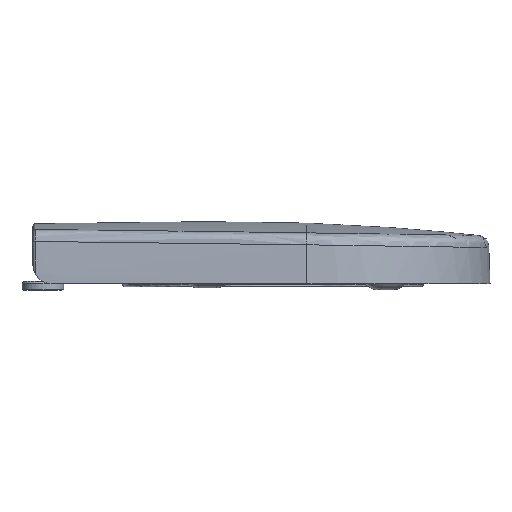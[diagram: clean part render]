
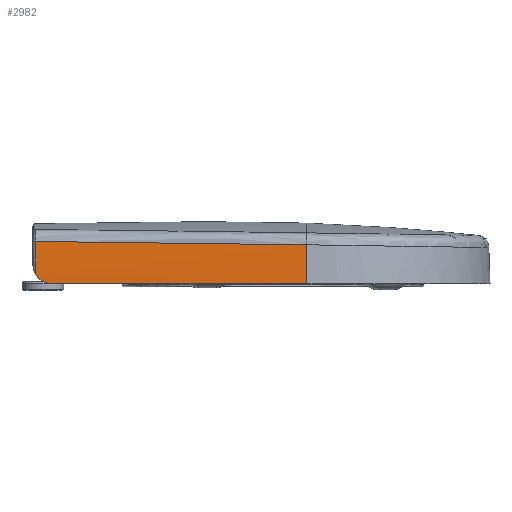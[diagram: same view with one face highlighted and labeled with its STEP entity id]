
A CAD part, left-side view. The second image highlights one B-rep face of the part: STEP entity #2982.
In plain terms, the highlighted face is a revolution surface.
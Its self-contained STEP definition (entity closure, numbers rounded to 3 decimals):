
#36=SURFACE_OF_REVOLUTION('',#1342,#40);
#40=AXIS1_PLACEMENT('',#78043,#11083);
#710=(
BOUNDED_CURVE()
B_SPLINE_CURVE(3,(#78025,#78026,#78027,#78028),.UNSPECIFIED.,.F.,.F.)
B_SPLINE_CURVE_WITH_KNOTS((4,4),(0.,1.),.UNSPECIFIED.)
CURVE()
GEOMETRIC_REPRESENTATION_ITEM()
RATIONAL_B_SPLINE_CURVE((1.,1.,1.,1.))
REPRESENTATION_ITEM('')
);
#1337=B_SPLINE_CURVE_WITH_KNOTS('',3,(#77951,#77952,#77953,#77954,#77955,
#77956,#77957,#77958,#77959,#77960,#77961,#77962,#77963,#77964,#77965,#77966,
#77967,#77968,#77969,#77970,#77971,#77972,#77973,#77974,#77975,#77976,#77977,
#77978,#77979,#77980,#77981,#77982,#77983,#77984,#77985,#77986),
 .UNSPECIFIED.,.F.,.F.,(4,1,1,1,1,1,1,1,2,2,2,2,1,1,1,1,2,2,2,2,1,1,1,2,
4),(0.,0.125,0.188,0.219,0.234,
0.242,0.246,0.248,0.249,
0.25,0.313,0.344,0.359,
0.367,0.371,0.373,0.374,0.375,
0.5,0.516,0.531,0.563,
0.625,0.75,1.),.UNSPECIFIED.);
#1338=B_SPLINE_CURVE_WITH_KNOTS('',3,(#77988,#77989,#77990,#77991),
 .UNSPECIFIED.,.F.,.F.,(4,4),(0.,1.),.UNSPECIFIED.);
#1339=B_SPLINE_CURVE_WITH_KNOTS('',3,(#77993,#77994,#77995,#77996,#77997,
#77998,#77999,#78000,#78001,#78002,#78003,#78004,#78005,#78006,#78007,#78008,
#78009,#78010,#78011,#78012,#78013,#78014,#78015,#78016,#78017,#78018,#78019,
#78020,#78021,#78022,#78023),.UNSPECIFIED.,.F.,.F.,(4,2,1,2,2,2,2,1,2,2,
2,1,2,2,2,2,4),(0.,0.125,0.188,0.219,
0.25,0.313,0.375,0.438,
0.469,0.5,0.625,0.688,
0.719,0.75,0.813,0.875,1.),.UNSPECIFIED.);
#1340=B_SPLINE_CURVE_WITH_KNOTS('',3,(#78030,#78031,#78032,#78033),
 .UNSPECIFIED.,.F.,.F.,(4,4),(0.,1.),.UNSPECIFIED.);
#1341=B_SPLINE_CURVE_WITH_KNOTS('',3,(#78035,#78036,#78037,#78038),
 .UNSPECIFIED.,.F.,.F.,(4,4),(0.,1.),.UNSPECIFIED.);
#1342=B_SPLINE_CURVE_WITH_KNOTS('',3,(#78039,#78040,#78041,#78042),
 .UNSPECIFIED.,.F.,.F.,(4,4),(0.,1.),.UNSPECIFIED.);
#2392=FACE_OUTER_BOUND('',#3738,.T.);
#2982=ADVANCED_FACE('',(#2392),#36,.F.);
#3738=EDGE_LOOP('',(#6161,#6162,#6163,#6164,#6165,#6166));
#6161=ORIENTED_EDGE('',*,*,#8684,.T.);
#6162=ORIENTED_EDGE('',*,*,#8685,.T.);
#6163=ORIENTED_EDGE('',*,*,#8686,.T.);
#6164=ORIENTED_EDGE('',*,*,#8687,.T.);
#6165=ORIENTED_EDGE('',*,*,#8688,.F.);
#6166=ORIENTED_EDGE('',*,*,#8689,.T.);
#7371=VERTEX_POINT('',#77650);
#7373=VERTEX_POINT('',#77987);
#7374=VERTEX_POINT('',#77992);
#7375=VERTEX_POINT('',#78024);
#7376=VERTEX_POINT('',#78029);
#7377=VERTEX_POINT('',#78034);
#8684=EDGE_CURVE('',#7373,#7371,#1337,.T.);
#8685=EDGE_CURVE('',#7371,#7374,#1338,.T.);
#8686=EDGE_CURVE('',#7374,#7375,#1339,.T.);
#8687=EDGE_CURVE('',#7375,#7376,#710,.T.);
#8688=EDGE_CURVE('',#7377,#7376,#1340,.T.);
#8689=EDGE_CURVE('',#7377,#7373,#1341,.T.);
#11083=DIRECTION('',(0.,0.,-1.));
#77650=CARTESIAN_POINT('',(-185.016,16.257,16.63));
#77951=CARTESIAN_POINT('',(-185.617,-256.021,13.265));
#77952=CARTESIAN_POINT('',(-185.789,-244.723,13.452));
#77953=CARTESIAN_POINT('',(-186.012,-227.74,13.72));
#77954=CARTESIAN_POINT('',(-186.208,-207.867,14.008));
#77955=CARTESIAN_POINT('',(-186.289,-197.916,14.146));
#77956=CARTESIAN_POINT('',(-186.326,-192.936,14.214));
#77957=CARTESIAN_POINT('',(-186.344,-190.445,14.247));
#77958=CARTESIAN_POINT('',(-186.352,-189.2,14.264));
#77959=CARTESIAN_POINT('',(-186.357,-188.577,14.272));
#77960=CARTESIAN_POINT('',(-186.358,-188.31,14.276));
#77961=CARTESIAN_POINT('',(-186.36,-188.132,14.278));
#77962=CARTESIAN_POINT('',(-186.36,-188.013,14.28));
#77963=CARTESIAN_POINT('',(-186.386,-184.167,14.331));
#77964=CARTESIAN_POINT('',(-186.414,-179.437,14.392));
#77965=CARTESIAN_POINT('',(-186.455,-170.928,14.499));
#77966=CARTESIAN_POINT('',(-186.468,-167.856,14.538));
#77967=CARTESIAN_POINT('',(-186.486,-162.895,14.6));
#77968=CARTESIAN_POINT('',(-186.495,-160.325,14.632));
#77969=CARTESIAN_POINT('',(-186.504,-157.173,14.671));
#77970=CARTESIAN_POINT('',(-186.508,-155.559,14.691));
#77971=CARTESIAN_POINT('',(-186.509,-154.742,14.701));
#77972=CARTESIAN_POINT('',(-186.51,-154.39,14.706));
#77973=CARTESIAN_POINT('',(-186.511,-154.154,14.709));
#77974=CARTESIAN_POINT('',(-186.511,-154.007,14.71));
#77975=CARTESIAN_POINT('',(-186.537,-142.52,14.852));
#77976=CARTESIAN_POINT('',(-186.537,-131.155,14.991));
#77977=CARTESIAN_POINT('',(-186.509,-118.472,15.142));
#77978=CARTESIAN_POINT('',(-186.505,-116.984,15.16));
#77979=CARTESIAN_POINT('',(-186.497,-114.067,15.195));
#77980=CARTESIAN_POINT('',(-186.484,-109.695,15.247));
#77981=CARTESIAN_POINT('',(-186.445,-99.521,15.366));
#77982=CARTESIAN_POINT('',(-186.332,-79.287,15.602));
#77983=CARTESIAN_POINT('',(-186.179,-62.137,15.795));
#77984=CARTESIAN_POINT('',(-185.8,-28.096,16.171));
#77985=CARTESIAN_POINT('',(-185.452,-5.747,16.408));
#77986=CARTESIAN_POINT('',(-185.016,16.257,16.63));
#77987=CARTESIAN_POINT('',(-185.617,-256.021,13.265));
#77988=CARTESIAN_POINT('',(-185.016,16.257,16.63));
#77989=CARTESIAN_POINT('',(-185.839,16.257,5.62));
#77990=CARTESIAN_POINT('',(-186.343,16.257,-5.411));
#77991=CARTESIAN_POINT('',(-186.528,16.257,-16.443));
#77992=CARTESIAN_POINT('',(-186.528,16.257,-16.443));
#77993=CARTESIAN_POINT('',(-186.528,16.257,-16.443));
#77994=CARTESIAN_POINT('',(-186.547,15.853,-17.104));
#77995=CARTESIAN_POINT('',(-186.564,15.413,-17.737));
#77996=CARTESIAN_POINT('',(-186.59,14.701,-18.645));
#77997=CARTESIAN_POINT('',(-186.603,14.332,-19.088));
#77998=CARTESIAN_POINT('',(-186.615,13.943,-19.517));
#77999=CARTESIAN_POINT('',(-186.623,13.679,-19.799));
#78000=CARTESIAN_POINT('',(-186.626,13.565,-19.917));
#78001=CARTESIAN_POINT('',(-186.64,13.095,-20.392));
#78002=CARTESIAN_POINT('',(-186.649,12.771,-20.698));
#78003=CARTESIAN_POINT('',(-186.666,12.104,-21.287));
#78004=CARTESIAN_POINT('',(-186.674,11.792,-21.546));
#78005=CARTESIAN_POINT('',(-186.693,11.022,-22.139));
#78006=CARTESIAN_POINT('',(-186.706,10.43,-22.562));
#78007=CARTESIAN_POINT('',(-186.72,9.816,-22.952));
#78008=CARTESIAN_POINT('',(-186.728,9.402,-23.204));
#78009=CARTESIAN_POINT('',(-186.734,9.146,-23.353));
#78010=CARTESIAN_POINT('',(-186.751,8.318,-23.817));
#78011=CARTESIAN_POINT('',(-186.764,7.639,-24.149));
#78012=CARTESIAN_POINT('',(-186.784,6.595,-24.587));
#78013=CARTESIAN_POINT('',(-186.794,6.067,-24.791));
#78014=CARTESIAN_POINT('',(-186.804,5.53,-24.973));
#78015=CARTESIAN_POINT('',(-186.81,5.17,-25.089));
#78016=CARTESIAN_POINT('',(-186.813,5.022,-25.135));
#78017=CARTESIAN_POINT('',(-186.824,4.374,-25.324));
#78018=CARTESIAN_POINT('',(-186.832,3.938,-25.436));
#78019=CARTESIAN_POINT('',(-186.848,3.061,-25.629));
#78020=CARTESIAN_POINT('',(-186.854,2.665,-25.704));
#78021=CARTESIAN_POINT('',(-186.88,1.189,-25.926));
#78022=CARTESIAN_POINT('',(-186.897,0.198,-26.));
#78023=CARTESIAN_POINT('',(-186.914,-0.8,-26.));
#78024=CARTESIAN_POINT('',(-186.914,-0.8,-26.));
#78025=CARTESIAN_POINT('',(-186.914,-0.8,-26.));
#78026=CARTESIAN_POINT('',(-188.344,-85.888,-26.));
#78027=CARTESIAN_POINT('',(-188.362,-170.988,-26.));
#78028=CARTESIAN_POINT('',(-186.966,-256.077,-26.));
#78029=CARTESIAN_POINT('',(-186.966,-256.077,-26.));
#78030=CARTESIAN_POINT('',(-185.616,-256.055,13.264));
#78031=CARTESIAN_POINT('',(-186.515,-256.07,0.197));
#78032=CARTESIAN_POINT('',(-186.966,-256.077,-12.902));
#78033=CARTESIAN_POINT('',(-186.966,-256.077,-26.));
#78034=CARTESIAN_POINT('',(-185.616,-256.055,13.264));
#78035=CARTESIAN_POINT('',(-185.616,-256.055,13.264));
#78036=CARTESIAN_POINT('',(-185.616,-256.044,13.264));
#78037=CARTESIAN_POINT('',(-185.617,-256.033,13.264));
#78038=CARTESIAN_POINT('',(-185.617,-256.021,13.265));
#78039=CARTESIAN_POINT('',(-187.992,-119.08,-26.));
#78040=CARTESIAN_POINT('',(-187.992,-119.08,-11.691));
#78041=CARTESIAN_POINT('',(-187.454,-119.081,2.617));
#78042=CARTESIAN_POINT('',(-186.381,-119.083,16.886));
#78043=CARTESIAN_POINT('',(7497.797,-130.008,-4.542));
